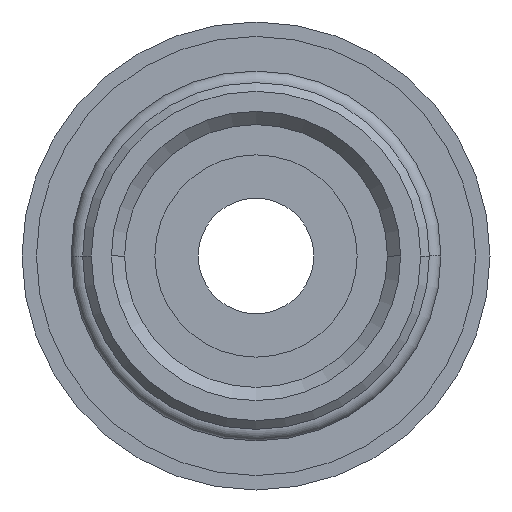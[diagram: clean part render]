
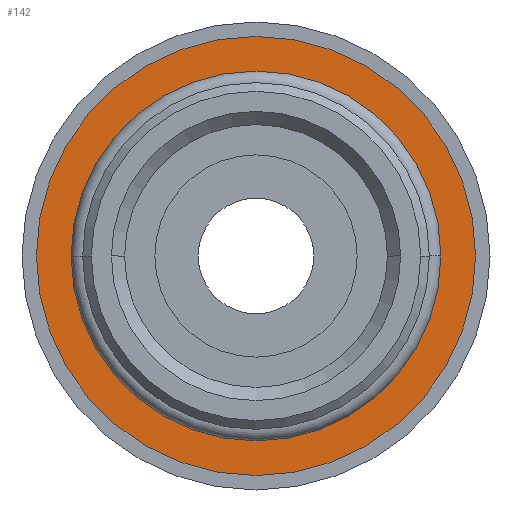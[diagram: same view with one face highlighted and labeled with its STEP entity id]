
A CAD part, front view. The second image highlights one B-rep face of the part: STEP entity #142.
In plain terms, the highlighted planar face has unit normal (0, -1, 0).
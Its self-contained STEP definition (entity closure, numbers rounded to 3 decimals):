
#142=ADVANCED_FACE('',(#331,#332),#333,.T.);
#331=FACE_OUTER_BOUND('',#568,.T.);
#332=FACE_BOUND('',#569,.T.);
#333=PLANE('',#570);
#568=EDGE_LOOP('',(#907,#908));
#569=EDGE_LOOP('',(#909,#910));
#570=AXIS2_PLACEMENT_3D('',#911,#912,#913);
#907=ORIENTED_EDGE('',*,*,#1310,.F.);
#908=ORIENTED_EDGE('',*,*,#1409,.F.);
#909=ORIENTED_EDGE('',*,*,#1410,.T.);
#910=ORIENTED_EDGE('',*,*,#1411,.T.);
#911=CARTESIAN_POINT('',(6.8,4.0,0.0));
#912=DIRECTION('',(-0.0,-1.0,-0.0));
#913=DIRECTION('',(-1.0,0.0,0.0));
#1310=EDGE_CURVE('',#1529,#1532,#1533,.T.);
#1409=EDGE_CURVE('',#1532,#1529,#1695,.T.);
#1410=EDGE_CURVE('',#1696,#1697,#1698,.T.);
#1411=EDGE_CURVE('',#1697,#1696,#1699,.T.);
#1529=VERTEX_POINT('',#1839);
#1532=VERTEX_POINT('',#1843);
#1533=CIRCLE('',#1844,7.6);
#1695=CIRCLE('',#2158,7.6);
#1696=VERTEX_POINT('',#2159);
#1697=VERTEX_POINT('',#2160);
#1698=CIRCLE('',#2161,6.0);
#1699=CIRCLE('',#2162,6.0);
#1839=CARTESIAN_POINT('',(7.6,4.0,0.0));
#1843=CARTESIAN_POINT('',(-7.6,4.0,0.));
#1844=AXIS2_PLACEMENT_3D('',#2455,#2456,#2457);
#2158=AXIS2_PLACEMENT_3D('',#2607,#2608,#2609);
#2159=CARTESIAN_POINT('',(6.0,4.0,0.0));
#2160=CARTESIAN_POINT('',(-6.0,4.0,0.));
#2161=AXIS2_PLACEMENT_3D('',#2610,#2611,#2612);
#2162=AXIS2_PLACEMENT_3D('',#2613,#2614,#2615);
#2455=CARTESIAN_POINT('',(0.0,4.0,0.0));
#2456=DIRECTION('',(-0.0,1.0,0.0));
#2457=DIRECTION('',(1.0,0.0,0.0));
#2607=CARTESIAN_POINT('',(0.0,4.0,0.0));
#2608=DIRECTION('',(-0.0,1.0,0.0));
#2609=DIRECTION('',(1.0,0.0,0.0));
#2610=CARTESIAN_POINT('',(0.0,4.0,0.0));
#2611=DIRECTION('',(-0.0,1.0,0.0));
#2612=DIRECTION('',(1.0,0.0,0.0));
#2613=CARTESIAN_POINT('',(0.0,4.0,0.0));
#2614=DIRECTION('',(-0.0,1.0,0.0));
#2615=DIRECTION('',(1.0,0.0,0.0));
